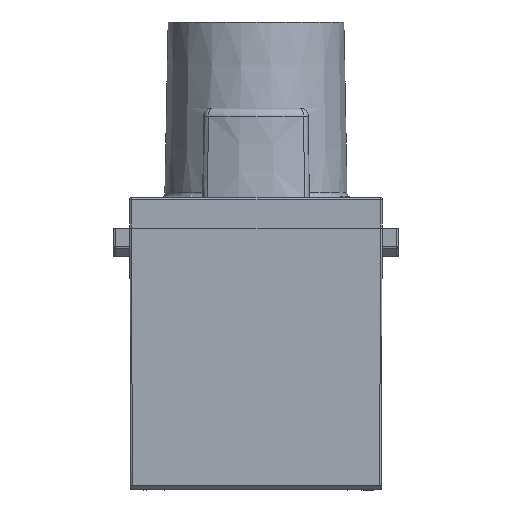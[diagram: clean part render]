
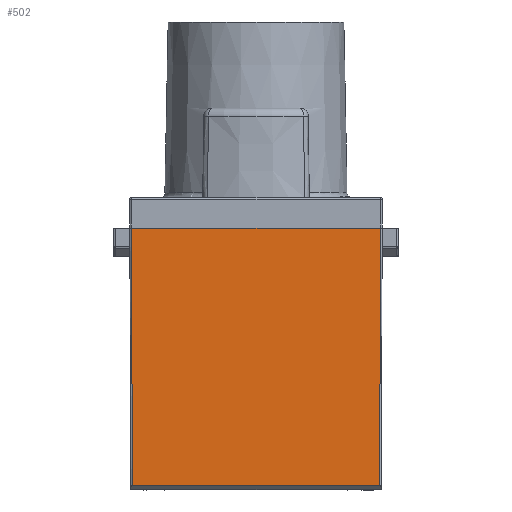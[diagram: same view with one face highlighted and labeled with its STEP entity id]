
A CAD part, front view. The second image highlights one B-rep face of the part: STEP entity #502.
In plain terms, the highlighted planar face has unit normal (0, -1, -0.003).
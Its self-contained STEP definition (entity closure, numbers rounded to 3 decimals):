
#502=ADVANCED_FACE('',(#857),#702,.F.);
#702=PLANE('',#4636);
#857=FACE_OUTER_BOUND('',#1107,.T.);
#1107=EDGE_LOOP('',(#1884,#1885,#1886,#1887));
#1884=ORIENTED_EDGE('',*,*,#3393,.T.);
#1885=ORIENTED_EDGE('',*,*,#3394,.T.);
#1886=ORIENTED_EDGE('',*,*,#3395,.T.);
#1887=ORIENTED_EDGE('',*,*,#3396,.F.);
#2915=VERTEX_POINT('',#6753);
#2916=VERTEX_POINT('',#6754);
#2917=VERTEX_POINT('',#6756);
#2918=VERTEX_POINT('',#6758);
#3393=EDGE_CURVE('',#2915,#2916,#3938,.T.);
#3394=EDGE_CURVE('',#2916,#2917,#3939,.T.);
#3395=EDGE_CURVE('',#2917,#2918,#3940,.T.);
#3396=EDGE_CURVE('',#2915,#2918,#3941,.T.);
#3938=LINE('',#6752,#4271);
#3939=LINE('',#6755,#4272);
#3940=LINE('',#6757,#4273);
#3941=LINE('',#6759,#4274);
#4271=VECTOR('',#5452,1.);
#4272=VECTOR('',#5453,1.);
#4273=VECTOR('',#5454,1.);
#4274=VECTOR('',#5455,1.);
#4636=AXIS2_PLACEMENT_3D('',#6760,#5456,#5457);
#5452=DIRECTION('',(0.003,0.003,-1.));
#5453=DIRECTION('',(1.,0.,0.));
#5454=DIRECTION('',(0.003,-0.003,1.));
#5455=DIRECTION('',(1.,0.,0.));
#5456=DIRECTION('',(0.,1.,0.003));
#5457=DIRECTION('',(0.,-0.003,1.));
#6752=CARTESIAN_POINT('',(-21.919,-11.242,12.402));
#6753=CARTESIAN_POINT('',(-21.919,-11.242,12.45));
#6754=CARTESIAN_POINT('',(-21.821,-11.144,-18.5));
#6755=CARTESIAN_POINT('',(-6.969,-11.144,-18.5));
#6756=CARTESIAN_POINT('',(7.882,-11.144,-18.5));
#6757=CARTESIAN_POINT('',(7.981,-11.242,12.402));
#6758=CARTESIAN_POINT('',(7.981,-11.242,12.45));
#6759=CARTESIAN_POINT('',(-6.969,-11.242,12.45));
#6760=CARTESIAN_POINT('',(-6.969,-11.242,12.45));
